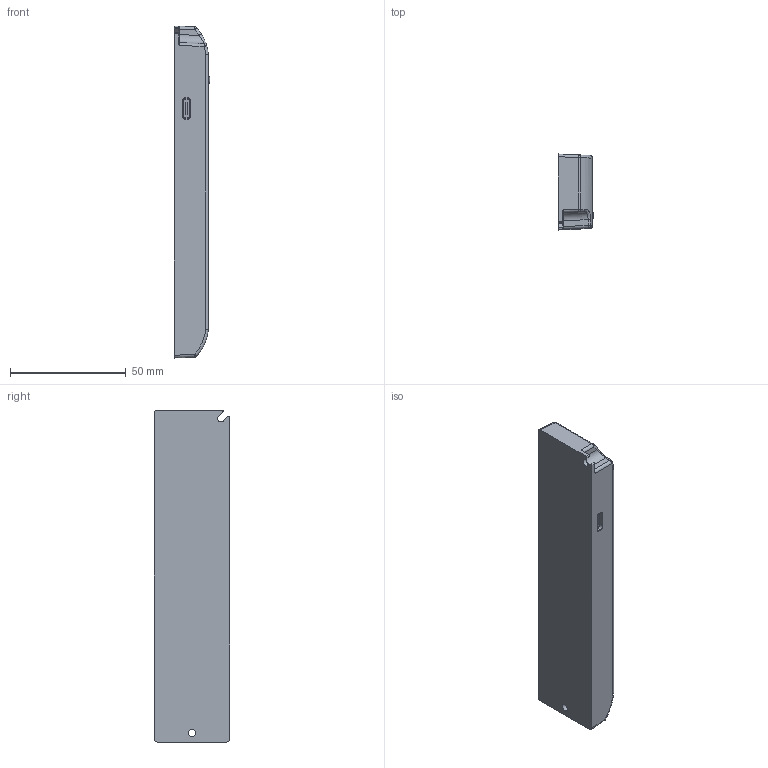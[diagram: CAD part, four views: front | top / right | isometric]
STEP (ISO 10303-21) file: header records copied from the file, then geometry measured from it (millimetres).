
FILE_DESCRIPTION (( 'STEP AP214' ), '1' );
FILE_NAME ('Oberteil.STEP', '2025-01-27T13:39:17', ( '' ), ( '' ), 'SwSTEP 2.0', 'SolidWorks 2023', '' );
FILE_SCHEMA (( 'AUTOMOTIVE_DESIGN' ));
Length unit declared in the file: millimetre
Products named in the file (1): Oberteil
Bounding box: 15.2 x 32.62 x 143.42 mm (x, y, z)
Volume: 63236.7 mm3; surface area: 14695.6 mm2
Topology: 2 solids, 2 shells, 211 faces, 510 edges, 312 vertices
Faces by surface type: plane 88, cylinder 62, bspline 28, cone 12, sphere 11, torus 10
Entity records: 7208 total; most frequent: CARTESIAN_POINT 1947, ORIENTED_EDGE 1016, DIRECTION 944, EDGE_CURVE 508, AXIS2_PLACEMENT_3D 327, VERTEX_POINT 312, LINE 290, VECTOR 290
